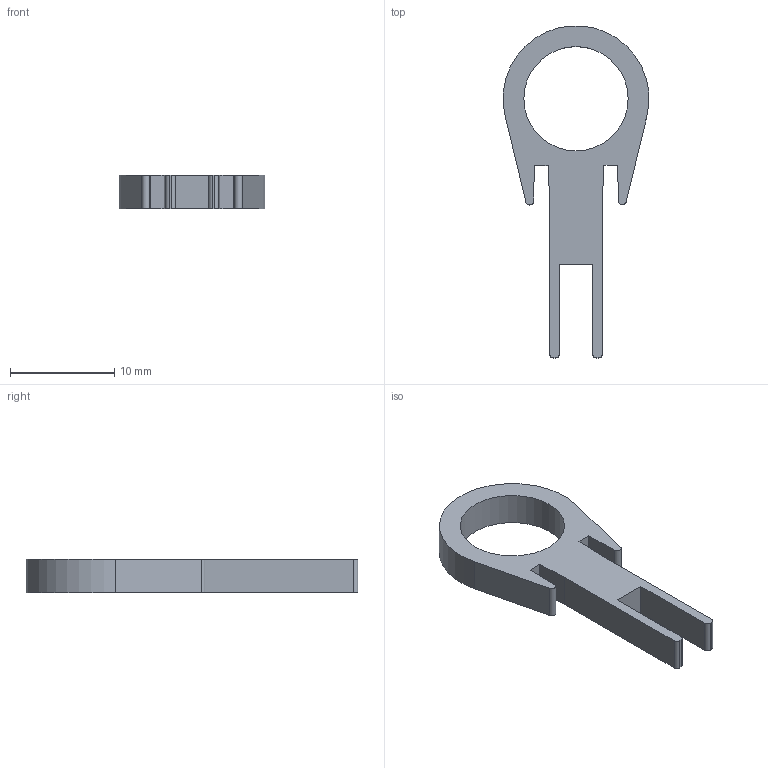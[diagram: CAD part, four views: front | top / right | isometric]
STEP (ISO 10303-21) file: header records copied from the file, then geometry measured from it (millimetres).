
FILE_DESCRIPTION(/* description */ (''),/* implementation_level */ '2;1');
FILE_NAME(/* name */ '8x6Bearing125.stp',/* time_stamp */ '2019-01-20T10:56:01-05:00',/* author */ ('Angus'),/* organization */ (''),/* preprocessor_version */ 'ST-DEVELOPER v16.5',/* originating_system */ 'Autodesk Inventor 2017',/* authorisation */ '');
FILE_SCHEMA (('AUTOMOTIVE_DESIGN { 1 0 10303 214 3 1 1 }'));
Length unit declared in the file: inch
Products named in the file (1): 8mm OD 6mm ID Rod End125
Bounding box: 13.97 x 31.82 x 3.17 mm (x, y, z)
Volume: 490.6 mm3; surface area: 768.4 mm2
Topology: 1 solids, 1 shells, 25 faces, 69 edges, 46 vertices
Faces by surface type: plane 17, cylinder 8
Full cylindrical faces by diameter (mm): 10 x1
Entity records: 830 total; most frequent: CARTESIAN_POINT 140, ORIENTED_EDGE 136, DIRECTION 136, EDGE_CURVE 68, LINE 52, VECTOR 52, VERTEX_POINT 46, AXIS2_PLACEMENT_3D 42
